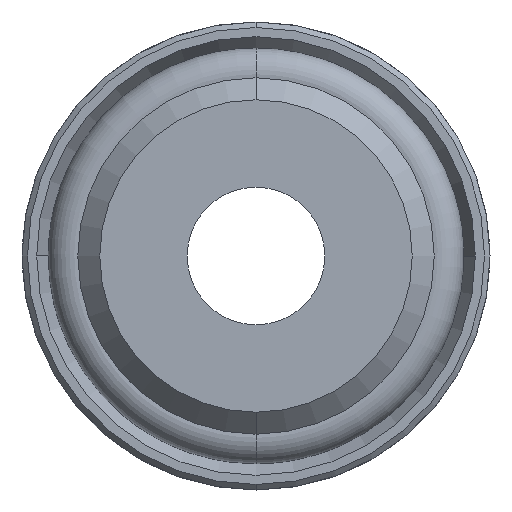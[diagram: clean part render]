
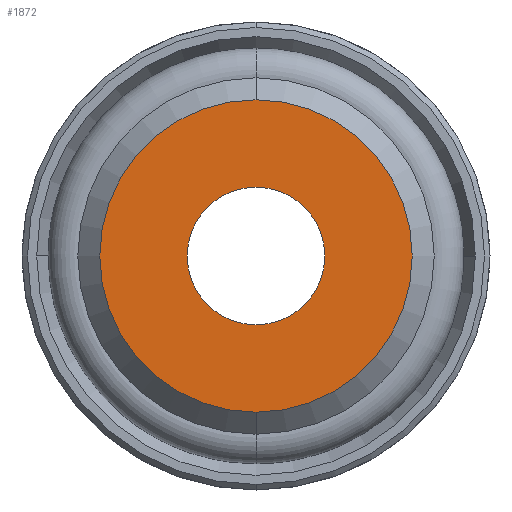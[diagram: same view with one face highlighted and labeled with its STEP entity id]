
A CAD part, front view. The second image highlights one B-rep face of the part: STEP entity #1872.
In plain terms, the highlighted planar face has unit normal (0, -1, 0).
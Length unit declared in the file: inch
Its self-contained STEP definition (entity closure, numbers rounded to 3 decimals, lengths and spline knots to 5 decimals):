
#62 = CARTESIAN_POINT ( 'NONE',  ( 0., 0., 0. ) ) ;
#77 = EDGE_CURVE ( 'NONE', #1660, #1187, #1184, .T. ) ;
#85 = CIRCLE ( 'NONE', #1671, 0.22343 ) ;
#205 = CARTESIAN_POINT ( 'NONE',  ( 0., 0., 0.22343 ) ) ;
#225 = ORIENTED_EDGE ( 'NONE', *, *, #1026, .T. ) ;
#228 = CARTESIAN_POINT ( 'NONE',  ( 0., 0., 0. ) ) ;
#242 = DIRECTION ( 'NONE',  ( 0., -1., 0. ) ) ;
#255 = DIRECTION ( 'NONE',  ( 0., 0., 1. ) ) ;
#330 = DIRECTION ( 'NONE',  ( 0., -1., 0. ) ) ;
#486 = CARTESIAN_POINT ( 'NONE',  ( -0.16093, 0., 0. ) ) ;
#581 = AXIS2_PLACEMENT_3D ( 'NONE', #1607, #1771, #1260 ) ;
#583 = CARTESIAN_POINT ( 'NONE',  ( 0., 0., -0.22343 ) ) ;
#597 = EDGE_CURVE ( 'NONE', #1755, #1415, #1652, .T. ) ;
#612 = CIRCLE ( 'NONE', #581, 0.09843 ) ;
#661 = FACE_OUTER_BOUND ( 'NONE', #1392, .T. ) ;
#662 = ORIENTED_EDGE ( 'NONE', *, *, #978, .T. ) ;
#948 = DIRECTION ( 'NONE',  ( 0., 0., -1. ) ) ;
#978 = EDGE_CURVE ( 'NONE', #1187, #1660, #85, .T. ) ;
#1026 = EDGE_CURVE ( 'NONE', #1415, #1755, #612, .T. ) ;
#1109 = ORIENTED_EDGE ( 'NONE', *, *, #77, .T. ) ;
#1180 = DIRECTION ( 'NONE',  ( 0., 1., 0. ) ) ;
#1182 = DIRECTION ( 'NONE',  ( 0., 0., 1. ) ) ;
#1184 = CIRCLE ( 'NONE', #1886, 0.22343 ) ;
#1187 = VERTEX_POINT ( 'NONE', #205 ) ;
#1241 = DIRECTION ( 'NONE',  ( 0., 0., 1. ) ) ;
#1260 = DIRECTION ( 'NONE',  ( 0., 0., 1. ) ) ;
#1384 = CARTESIAN_POINT ( 'NONE',  ( 0., 0., 0. ) ) ;
#1391 = DIRECTION ( 'NONE',  ( 0., -1., 0. ) ) ;
#1392 = EDGE_LOOP ( 'NONE', ( #662, #1109 ) ) ;
#1412 = ORIENTED_EDGE ( 'NONE', *, *, #597, .T. ) ;
#1415 = VERTEX_POINT ( 'NONE', #1647 ) ;
#1461 = FACE_BOUND ( 'NONE', #1554, .T. ) ;
#1554 = EDGE_LOOP ( 'NONE', ( #1412, #225 ) ) ;
#1607 = CARTESIAN_POINT ( 'NONE',  ( 0., 0., 0. ) ) ;
#1647 = CARTESIAN_POINT ( 'NONE',  ( 0., 0., -0.09843 ) ) ;
#1652 = CIRCLE ( 'NONE', #2054, 0.09843 ) ;
#1660 = VERTEX_POINT ( 'NONE', #583 ) ;
#1671 = AXIS2_PLACEMENT_3D ( 'NONE', #1384, #1391, #1241 ) ;
#1752 = PLANE ( 'NONE',  #1854 ) ;
#1755 = VERTEX_POINT ( 'NONE', #2081 ) ;
#1771 = DIRECTION ( 'NONE',  ( 0., 1., 0. ) ) ;
#1854 = AXIS2_PLACEMENT_3D ( 'NONE', #486, #330, #948 ) ;
#1872 = ADVANCED_FACE ( 'NONE', ( #661, #1461 ), #1752, .T. ) ;
#1886 = AXIS2_PLACEMENT_3D ( 'NONE', #62, #242, #255 ) ;
#2054 = AXIS2_PLACEMENT_3D ( 'NONE', #228, #1180, #1182 ) ;
#2081 = CARTESIAN_POINT ( 'NONE',  ( 0., 0., 0.09843 ) ) ;
